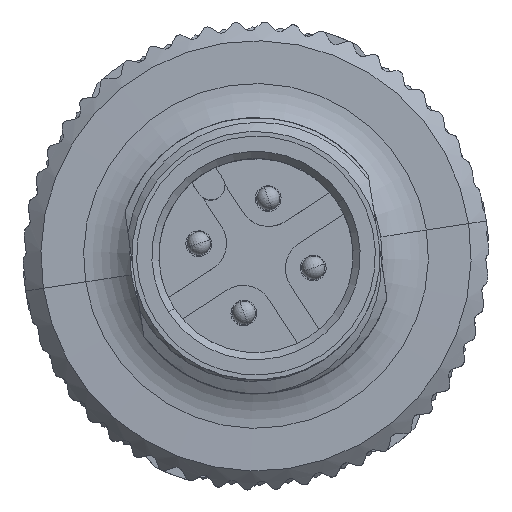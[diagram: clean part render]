
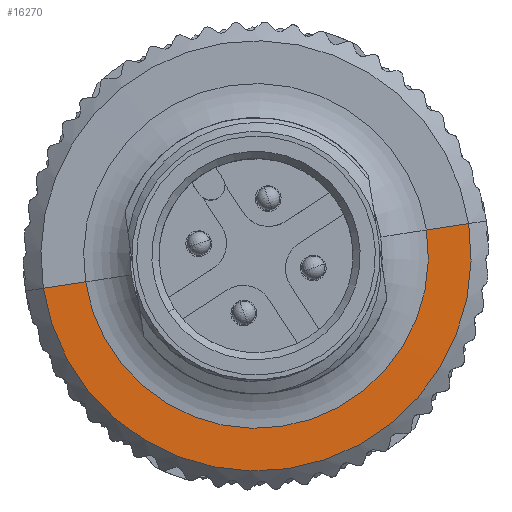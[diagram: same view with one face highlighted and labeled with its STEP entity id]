
A CAD part, top view. The second image highlights one B-rep face of the part: STEP entity #16270.
In plain terms, the highlighted conical face has half-angle 89.372 degrees and reference radius 8.277 mm.
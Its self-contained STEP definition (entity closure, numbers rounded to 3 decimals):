
#770=DIRECTION('',(0.911,-0.412,0.011));
#771=VECTOR('',#770,1.825);
#772=CARTESIAN_POINT('',(-8.372,3.79,-10.01));
#773=LINE('',#772,#771);
#784=CARTESIAN_POINT('',(0.,0.,-9.99));
#785=DIRECTION('',(0.,0.,1.));
#786=DIRECTION('',(-0.911,0.412,0.));
#787=AXIS2_PLACEMENT_3D('',#784,#785,#786);
#794=DIRECTION('',(-0.911,0.412,0.011));
#795=VECTOR('',#794,1.825);
#796=CARTESIAN_POINT('',(8.372,-3.79,-10.01));
#797=LINE('',#796,#795);
#1328=CARTESIAN_POINT('',(0.,0.,-10.01));
#1329=DIRECTION('',(0.,0.,-1.));
#1330=DIRECTION('',(0.911,-0.412,0.));
#1331=AXIS2_PLACEMENT_3D('',#1328,#1329,#1330);
#14150=CARTESIAN_POINT('',(8.372,-3.79,-10.01));
#14151=CARTESIAN_POINT('',(6.71,-3.037,-9.99));
#14152=VERTEX_POINT('',#14150);
#14153=VERTEX_POINT('',#14151);
#14413=CARTESIAN_POINT('',(-6.71,3.037,-9.99));
#14414=VERTEX_POINT('',#14413);
#15049=CARTESIAN_POINT('',(-8.372,3.79,-10.01));
#15051=VERTEX_POINT('',#15049);
#16258=CARTESIAN_POINT('',(0.,0.,-10.));
#16259=DIRECTION('',(0.,0.,-1.));
#16260=DIRECTION('',(-0.911,0.412,0.));
#16261=AXIS2_PLACEMENT_3D('',#16258,#16259,#16260);
#16262=CONICAL_SURFACE('',#16261,8.277,89.372);
#16263=ORIENTED_EDGE('',*,*,#16224,.F.);
#16265=ORIENTED_EDGE('',*,*,#16264,.T.);
#16266=ORIENTED_EDGE('',*,*,#16221,.T.);
#16267=ORIENTED_EDGE('',*,*,#16249,.T.);
#16268=EDGE_LOOP('',(#16263,#16265,#16266,#16267));
#16269=FACE_OUTER_BOUND('',#16268,.F.);
#16270=ADVANCED_FACE('',(#16269),#16262,.T.);
#788=CIRCLE('',#787,7.365);
#1332=CIRCLE('',#1331,9.19);
#16221=EDGE_CURVE('',#15051,#14414,#773,.T.);
#16224=EDGE_CURVE('',#14152,#14153,#797,.T.);
#16249=EDGE_CURVE('',#14414,#14153,#788,.T.);
#16264=EDGE_CURVE('',#14152,#15051,#1332,.T.);
